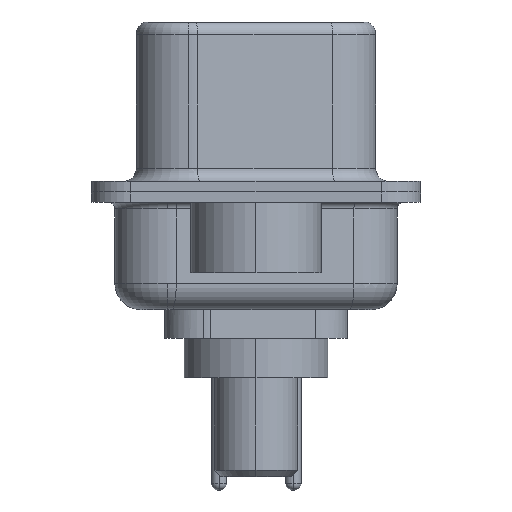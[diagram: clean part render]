
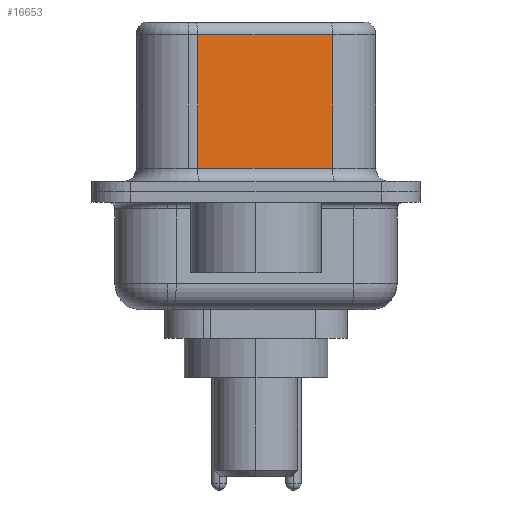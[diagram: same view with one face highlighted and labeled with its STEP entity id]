
A CAD part, left-side view. The second image highlights one B-rep face of the part: STEP entity #16653.
In plain terms, the highlighted planar face has unit normal (-0.985, -0.174, 0).
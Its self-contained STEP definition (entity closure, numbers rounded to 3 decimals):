
#298 = LINE ( 'NONE', #2549, #3988 ) ;
#1786 = ORIENTED_EDGE ( 'NONE', *, *, #8532, .T. ) ;
#1834 = DIRECTION ( 'NONE',  ( -0.174, 0.985, 0. ) ) ;
#1970 = CARTESIAN_POINT ( 'NONE',  ( 4.565, -2.927, 0.9 ) ) ;
#2205 = ORIENTED_EDGE ( 'NONE', *, *, #8467, .T. ) ;
#2507 = VERTEX_POINT ( 'NONE', #17513 ) ;
#2549 = CARTESIAN_POINT ( 'NONE',  ( 3.655, 2.233, 6.52 ) ) ;
#3650 = EDGE_CURVE ( 'NONE', #15631, #12911, #3675, .T. ) ;
#3675 = LINE ( 'NONE', #1970, #14575 ) ;
#3988 = VECTOR ( 'NONE', #13839, 1000. ) ;
#4820 = LINE ( 'NONE', #15084, #8066 ) ;
#5053 = DIRECTION ( 'NONE',  ( -0.174, 0.985, 0. ) ) ;
#5765 = EDGE_LOOP ( 'NONE', ( #9144, #2205, #1786, #10735 ) ) ;
#5848 = CARTESIAN_POINT ( 'NONE',  ( 4.565, -2.927, 6.52 ) ) ;
#6720 = CARTESIAN_POINT ( 'NONE',  ( 3.655, 2.233, 0.9 ) ) ;
#8066 = VECTOR ( 'NONE', #5053, 1000. ) ;
#8467 = EDGE_CURVE ( 'NONE', #12175, #2507, #4820, .T. ) ;
#8532 = EDGE_CURVE ( 'NONE', #2507, #15631, #298, .T. ) ;
#9144 = ORIENTED_EDGE ( 'NONE', *, *, #15522, .F. ) ;
#9554 = AXIS2_PLACEMENT_3D ( 'NONE', #5848, #10219, #1834 ) ;
#10219 = DIRECTION ( 'NONE',  ( 0.985, 0.174, 0. ) ) ;
#10735 = ORIENTED_EDGE ( 'NONE', *, *, #3650, .T. ) ;
#11737 = CARTESIAN_POINT ( 'NONE',  ( 4.565, -2.927, 6.02 ) ) ;
#12175 = VERTEX_POINT ( 'NONE', #11737 ) ;
#12403 = CARTESIAN_POINT ( 'NONE',  ( 4.565, -2.927, 6.52 ) ) ;
#12911 = VERTEX_POINT ( 'NONE', #16454 ) ;
#13839 = DIRECTION ( 'NONE',  ( 0., 0., -1. ) ) ;
#14060 = DIRECTION ( 'NONE',  ( 0.174, -0.985, 0. ) ) ;
#14575 = VECTOR ( 'NONE', #14060, 1000. ) ;
#15084 = CARTESIAN_POINT ( 'NONE',  ( 4.565, -2.927, 6.02 ) ) ;
#15240 = DIRECTION ( 'NONE',  ( 0., 0., -1. ) ) ;
#15522 = EDGE_CURVE ( 'NONE', #12175, #12911, #16073, .T. ) ;
#15631 = VERTEX_POINT ( 'NONE', #6720 ) ;
#16073 = LINE ( 'NONE', #12403, #16519 ) ;
#16454 = CARTESIAN_POINT ( 'NONE',  ( 4.565, -2.927, 0.9 ) ) ;
#16519 = VECTOR ( 'NONE', #15240, 1000. ) ;
#16653 = ADVANCED_FACE ( 'NONE', ( #16923 ), #17344, .F. ) ;
#16923 = FACE_OUTER_BOUND ( 'NONE', #5765, .T. ) ;
#17344 = PLANE ( 'NONE',  #9554 ) ;
#17513 = CARTESIAN_POINT ( 'NONE',  ( 3.655, 2.233, 6.02 ) ) ;
